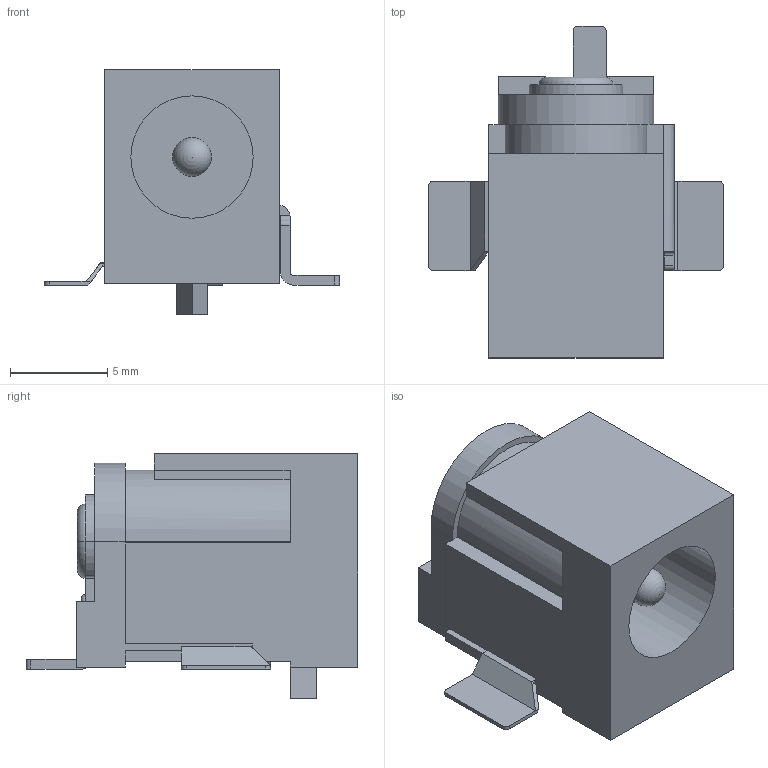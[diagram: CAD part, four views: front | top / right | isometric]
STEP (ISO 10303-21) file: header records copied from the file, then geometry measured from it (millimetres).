
FILE_DESCRIPTION(('FreeCAD Model'),'2;1');
FILE_NAME('CUI_DEVICES_PJ_036AH_SMT_TR004_cp004_cp.step', '2020-11-01T15:56:53',('kicad StepUp'),('ksu MCAD'), 'Open CASCADE STEP processor 7.4','FreeCAD','Unknown');
FILE_SCHEMA(('AUTOMOTIVE_DESIGN { 1 0 10303 214 1 1 1 1 }'));
Length unit declared in the file: millimetre
Products named in the file (1): CUI_DEVICES_PJ_036AH_SMT_TR004_cp004_cp
Bounding box: 15.2 x 17.1 x 12.6 mm (x, y, z)
Volume: 976.1 mm3; surface area: 1275.7 mm2
Topology: 4 solids, 4 shells, 120 faces, 318 edges, 209 vertices
Faces by surface type: plane 85, cylinder 30, torus 4, sphere 1
Entity records: 4596 total; most frequent: CARTESIAN_POINT 665, ORIENTED_EDGE 634, DIRECTION 630, EDGE_CURVE 317, LINE 240, VECTOR 240, VERTEX_POINT 209, AXIS2_PLACEMENT_3D 195
